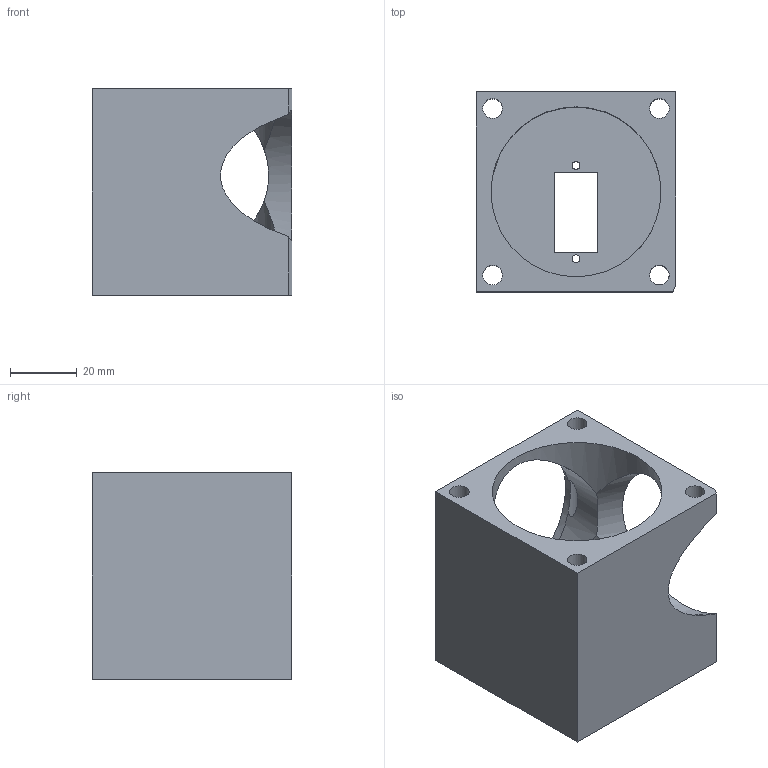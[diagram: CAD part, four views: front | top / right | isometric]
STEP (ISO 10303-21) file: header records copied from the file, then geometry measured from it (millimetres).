
FILE_DESCRIPTION(('FreeCAD Model'),'2;1');
FILE_NAME('Open CASCADE Shape Model','2022-06-07T01:18:28',('Author'),( ''),'Open CASCADE STEP processor 7.5','FreeCAD','Unknown');
FILE_SCHEMA(('AUTOMOTIVE_DESIGN { 1 0 10303 214 1 1 1 1 }'));
Length unit declared in the file: millimetre
Products named in the file (1): BDD_frame
Bounding box: 60 x 60 x 62 mm (x, y, z)
Volume: 70102.1 mm3; surface area: 29527.2 mm2
Topology: 1 solids, 1 shells, 26 faces, 87 edges, 58 vertices
Faces by surface type: plane 15, cylinder 11
Full cylindrical faces by diameter (mm): 2.4 x2, 5.9 x5, 46 x2, 50.2 x1, 51 x1
Entity records: 5232 total; most frequent: CARTESIAN_POINT 3557, DIRECTION 278, ORIENTED_EDGE 174, PCURVE 174, DEFINITIONAL_REPRESENTATION 174, LINE 159, VECTOR 159, EDGE_CURVE 87
